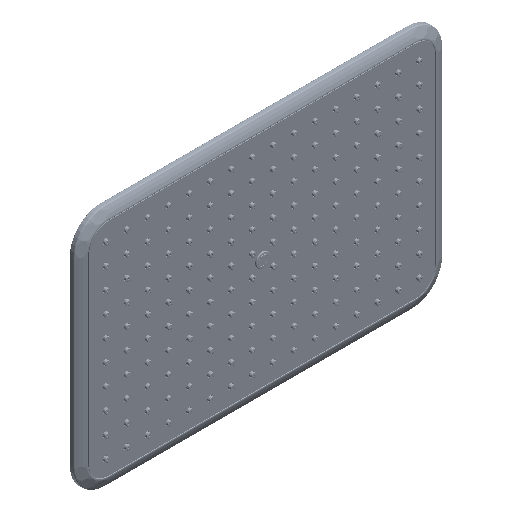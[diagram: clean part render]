
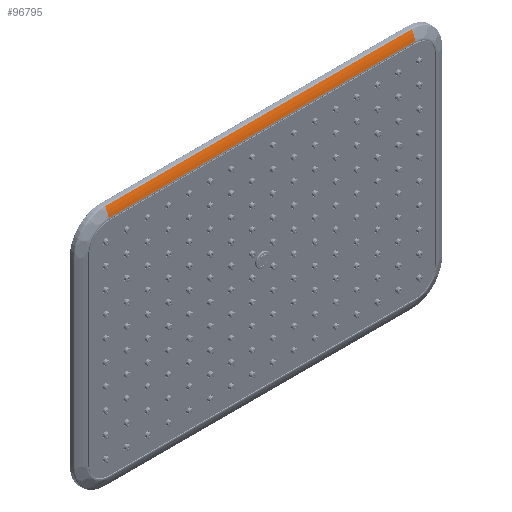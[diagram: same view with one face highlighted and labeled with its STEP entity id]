
A CAD part, isometric view. The second image highlights one B-rep face of the part: STEP entity #96795.
In plain terms, the highlighted cylindrical face has radius 25 mm (diameter 50 mm), a partial arc.
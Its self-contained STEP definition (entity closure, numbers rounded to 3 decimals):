
#89286=DIRECTION('',(1.,0.,0.));
#89287=VECTOR('',#89286,264.);
#89288=CARTESIAN_POINT('',(-132.,104.196,
10.489));
#89289=LINE('',#89288,#89287);
#89290=CARTESIAN_POINT('',(132.,90.857,-10.655));
#89291=DIRECTION('',(1.,0.,0.));
#89292=DIRECTION('',(0.,0.534,0.846));
#89293=AXIS2_PLACEMENT_3D('',#89290,#89291,#89292);
#89295=DIRECTION('',(-1.,0.,0.));
#89296=VECTOR('',#89295,264.);
#89297=CARTESIAN_POINT('',(132.,96.867,13.612));
#89298=LINE('',#89297,#89296);
#89351=CARTESIAN_POINT('',(-132.,90.857,-10.655));
#89352=DIRECTION('',(1.,0.,0.));
#89353=DIRECTION('',(0.,0.534,0.846));
#89354=AXIS2_PLACEMENT_3D('',#89351,#89352,#89353);
#95689=CARTESIAN_POINT('',(-132.,96.867,13.612));
#95691=VERTEX_POINT('',#95689);
#95715=CARTESIAN_POINT('',(132.,96.867,13.612));
#95716=VERTEX_POINT('',#95715);
#95721=CARTESIAN_POINT('',(132.,104.196,10.489));
#95723=VERTEX_POINT('',#95721);
#95747=CARTESIAN_POINT('',(-132.,104.196,10.489));
#95748=VERTEX_POINT('',#95747);
#96781=CARTESIAN_POINT('',(132.,90.857,-10.655));
#96782=DIRECTION('',(-1.,0.,0.));
#96783=DIRECTION('',(0.,1.,0.));
#96784=AXIS2_PLACEMENT_3D('',#96781,#96782,#96783);
#96785=CYLINDRICAL_SURFACE('',#96784,25.);
#96787=ORIENTED_EDGE('',*,*,#96786,.T.);
#96789=ORIENTED_EDGE('',*,*,#96788,.T.);
#96790=ORIENTED_EDGE('',*,*,#96775,.T.);
#96792=ORIENTED_EDGE('',*,*,#96791,.F.);
#96793=EDGE_LOOP('',(#96787,#96789,#96790,#96792));
#96794=FACE_OUTER_BOUND('',#96793,.F.);
#89294=CIRCLE('',#89293,25.);
#89355=CIRCLE('',#89354,25.);
#96775=EDGE_CURVE('',#95716,#95691,#89298,.T.);
#96786=EDGE_CURVE('',#95748,#95723,#89289,.T.);
#96788=EDGE_CURVE('',#95723,#95716,#89294,.T.);
#96791=EDGE_CURVE('',#95748,#95691,#89355,.T.);
#96795=ADVANCED_FACE('',(#96794),#96785,.T.);
